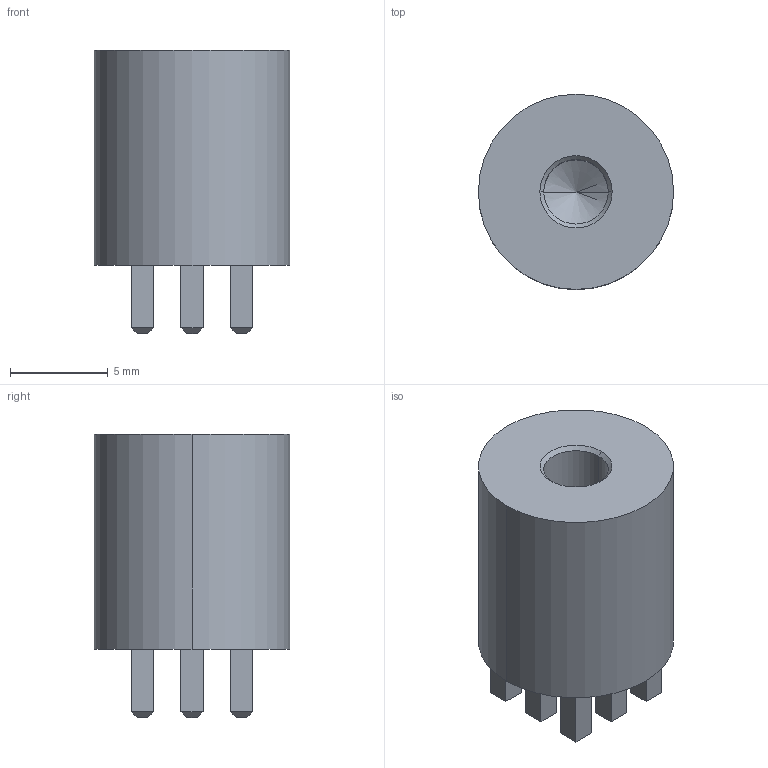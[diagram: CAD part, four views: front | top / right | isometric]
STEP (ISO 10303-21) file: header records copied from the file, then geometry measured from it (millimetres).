
FILE_DESCRIPTION (( 'STEP AP203' ), '1' );
FILE_NAME ('96429-B.STEP', '2013-12-17T20:27:36', ( 'Hajo' ), ( 'Microsoft' ), 'SwSTEP 2.0', 'SolidWorks 2011', '' );
FILE_SCHEMA (( 'CONFIG_CONTROL_DESIGN' ));
Length unit declared in the file: millimetre
Products named in the file (1): 96429-B
Bounding box: 10 x 10 x 14.5 mm (x, y, z)
Volume: 822.6 mm3; surface area: 730.1 mm2
Topology: 1 solids, 1 shells, 91 faces, 200 edges, 119 vertices
Faces by surface type: plane 83, cone 4, cylinder 4
Entity records: 2467 total; most frequent: CARTESIAN_POINT 409, ORIENTED_EDGE 396, DIRECTION 392, EDGE_CURVE 198, VECTOR 188, LINE 188, VERTEX_POINT 119, AXIS2_PLACEMENT_3D 102
